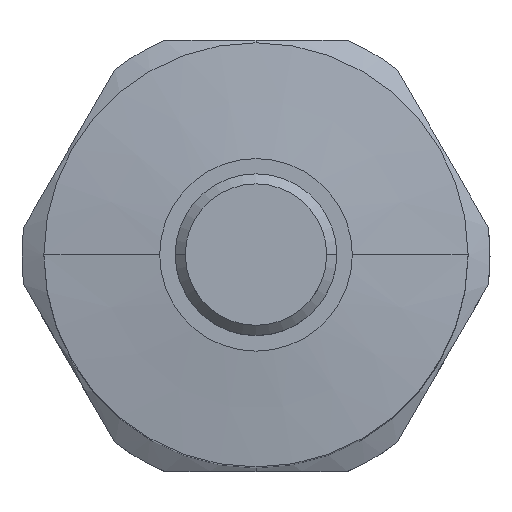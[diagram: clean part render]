
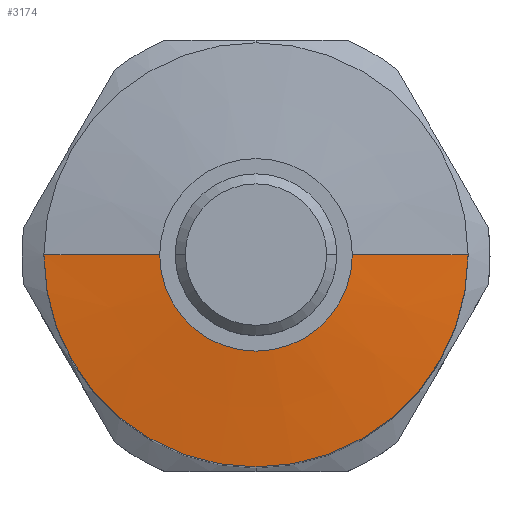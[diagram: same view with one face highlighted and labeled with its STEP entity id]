
A CAD part, top view. The second image highlights one B-rep face of the part: STEP entity #3174.
In plain terms, the highlighted conical face has half-angle 83.367 degrees and reference radius 15.75 mm.
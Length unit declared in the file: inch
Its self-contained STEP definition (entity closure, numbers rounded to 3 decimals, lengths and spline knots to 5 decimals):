
#79 = CARTESIAN_POINT ( 'NONE',  ( 0., 0., 0.38189 ) ) ;
#107 = CARTESIAN_POINT ( 'NONE',  ( 0.2815, 0., 0.42126 ) ) ;
#211 = DIRECTION ( 'NONE',  ( -0.993, 0., -0.116 ) ) ;
#298 = DIRECTION ( 'NONE',  ( -1., 0., 0. ) ) ;
#330 = CARTESIAN_POINT ( 'NONE',  ( -0.2815, 0., 0.42126 ) ) ;
#453 = ORIENTED_EDGE ( 'NONE', *, *, #1234, .F. ) ;
#469 = DIRECTION ( 'NONE',  ( 0., 0., -1. ) ) ;
#543 = DIRECTION ( 'NONE',  ( 0.993, 0., -0.116 ) ) ;
#567 = ORIENTED_EDGE ( 'NONE', *, *, #1018, .T. ) ;
#738 = EDGE_LOOP ( 'NONE', ( #453, #567, #785, #1469 ) ) ;
#785 = ORIENTED_EDGE ( 'NONE', *, *, #2087, .T. ) ;
#834 = CARTESIAN_POINT ( 'NONE',  ( 0., 0., 0.42126 ) ) ;
#925 = DIRECTION ( 'NONE',  ( 0., 0., -1. ) ) ;
#939 = VERTEX_POINT ( 'NONE', #3059 ) ;
#999 = DIRECTION ( 'NONE',  ( 0., 0., -1. ) ) ;
#1018 = EDGE_CURVE ( 'NONE', #2008, #1176, #2456, .T. ) ;
#1176 = VERTEX_POINT ( 'NONE', #330 ) ;
#1234 = EDGE_CURVE ( 'NONE', #2008, #1576, #1691, .T. ) ;
#1387 = AXIS2_PLACEMENT_3D ( 'NONE', #79, #469, #298 ) ;
#1469 = ORIENTED_EDGE ( 'NONE', *, *, #2790, .F. ) ;
#1498 = DIRECTION ( 'NONE',  ( -1., 0., 0. ) ) ;
#1504 = LINE ( 'NONE', #1607, #2789 ) ;
#1542 = FACE_OUTER_BOUND ( 'NONE', #738, .T. ) ;
#1576 = VERTEX_POINT ( 'NONE', #1827 ) ;
#1607 = CARTESIAN_POINT ( 'NONE',  ( -0.62008, 0., 0.38189 ) ) ;
#1691 = LINE ( 'NONE', #2537, #2814 ) ;
#1827 = CARTESIAN_POINT ( 'NONE',  ( 0.62008, 0., 0.38189 ) ) ;
#2008 = VERTEX_POINT ( 'NONE', #107 ) ;
#2025 = CONICAL_SURFACE ( 'NONE', #1387, 0.62008, 1.455 ) ;
#2087 = EDGE_CURVE ( 'NONE', #1176, #939, #1504, .T. ) ;
#2341 = AXIS2_PLACEMENT_3D ( 'NONE', #3273, #925, #1498 ) ;
#2456 = CIRCLE ( 'NONE', #3093, 0.2815 ) ;
#2537 = CARTESIAN_POINT ( 'NONE',  ( 0.62008, 0., 0.38189 ) ) ;
#2738 = CIRCLE ( 'NONE', #2341, 0.62008 ) ;
#2789 = VECTOR ( 'NONE', #211, 39.37008 ) ;
#2790 = EDGE_CURVE ( 'NONE', #1576, #939, #2738, .T. ) ;
#2814 = VECTOR ( 'NONE', #543, 39.37008 ) ;
#2852 = DIRECTION ( 'NONE',  ( -1., 0., 0. ) ) ;
#3059 = CARTESIAN_POINT ( 'NONE',  ( -0.62008, 0., 0.38189 ) ) ;
#3093 = AXIS2_PLACEMENT_3D ( 'NONE', #834, #999, #2852 ) ;
#3174 = ADVANCED_FACE ( 'FACE10', ( #1542 ), #2025, .T. ) ;
#3273 = CARTESIAN_POINT ( 'NONE',  ( 0., 0., 0.38189 ) ) ;
